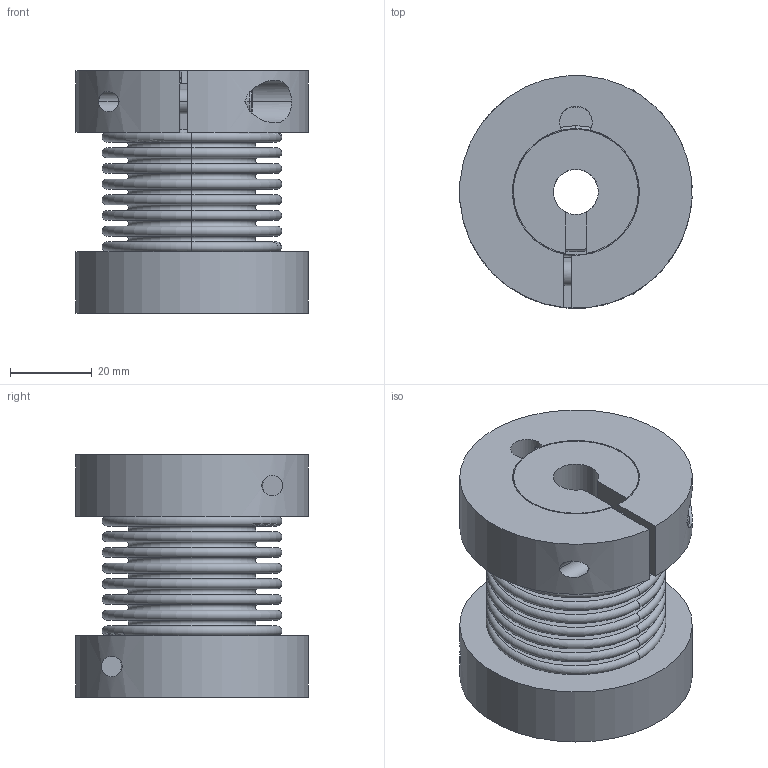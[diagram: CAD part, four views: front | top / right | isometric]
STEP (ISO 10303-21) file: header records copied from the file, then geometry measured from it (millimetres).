
FILE_DESCRIPTION((''),'2;1');
FILE_NAME('SMARTFLEX__SIZE_1_TYPE_932_33','2021-05-31T11:55:12',('procad'),('Chr. Mayr GmbH + Co. KG'),'CREO PARAMETRIC BY PTC INC, 2019471','CREO PARAMETRIC BY PTC INC, 2019471','');
FILE_SCHEMA(('CONFIG_CONTROL_DESIGN','SHAPE_APPEARANCE_LAYERS_GROUPS'));
Length unit declared in the file: millimetre
Products named in the file (1): SMARTFLEX__SIZE_1_TYPE_932_33
Bounding box: 56.86 x 56.96 x 59.3 mm (x, y, z)
Volume: 77692.9 mm3; surface area: 54320.6 mm2
Topology: 1 solids, 1 shells, 290 faces, 670 edges, 422 vertices
Faces by surface type: plane 106, torus 90, cylinder 70, cone 24
Entity records: 10172 total; most frequent: CARTESIAN_POINT 1962, DIRECTION 1576, ORIENTED_EDGE 1332, AXIS2_PLACEMENT_3D 688, EDGE_CURVE 666, VERTEX_POINT 422, CIRCLE 398, EDGE_LOOP 344
